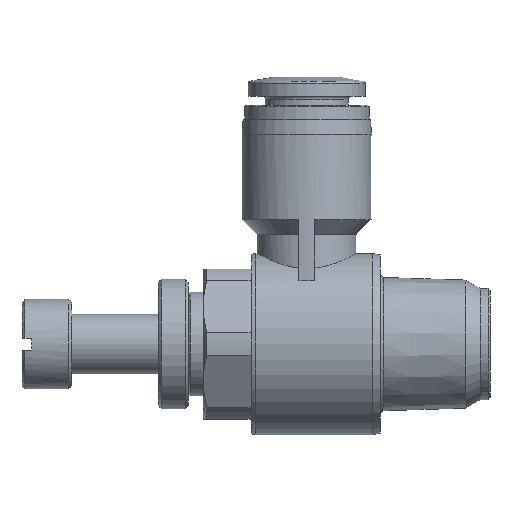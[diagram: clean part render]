
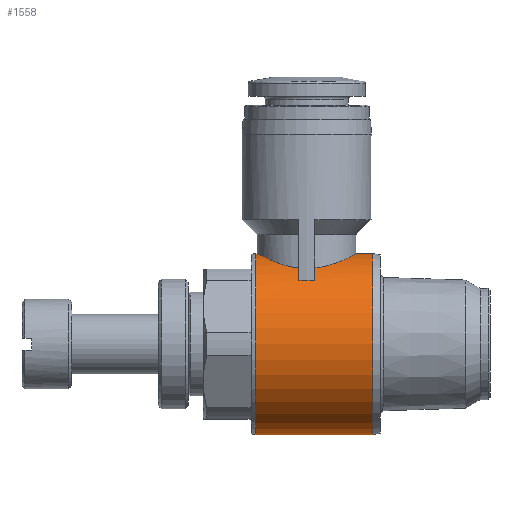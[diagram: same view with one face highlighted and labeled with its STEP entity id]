
A CAD part, left-side view. The second image highlights one B-rep face of the part: STEP entity #1558.
In plain terms, the highlighted cylindrical face has radius 9.1 mm (diameter 18.2 mm), a full revolution.
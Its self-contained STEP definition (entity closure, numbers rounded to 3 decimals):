
#34=CYLINDRICAL_SURFACE('',#1676,9.1);
#63=B_SPLINE_CURVE_WITH_KNOTS('',3,(#2257,#2258,#2259,#2260,#2261,#2262,
#2263,#2264,#2265),.UNSPECIFIED.,.F.,.F.,(4,1,1,1,1,1,4),(0.001,
0.004,0.006,0.008,0.01,
0.012,0.015),.UNSPECIFIED.);
#64=B_SPLINE_CURVE_WITH_KNOTS('',3,(#2271,#2272,#2273,#2274,#2275,#2276,
#2277,#2278,#2279),.UNSPECIFIED.,.F.,.F.,(4,1,1,1,1,1,4),(0.017,
0.02,0.022,0.024,0.026,
0.028,0.031),.UNSPECIFIED.);
#65=B_SPLINE_CURVE_WITH_KNOTS('',3,(#2293,#2294,#2295,#2296),
 .UNSPECIFIED.,.F.,.F.,(4,4),(0.026,0.028),
 .UNSPECIFIED.);
#66=B_SPLINE_CURVE_WITH_KNOTS('',3,(#2304,#2305,#2306,#2307),
 .UNSPECIFIED.,.F.,.F.,(4,4),(0.005,0.007),
 .UNSPECIFIED.);
#293=ORIENTED_EDGE('',*,*,#519,.F.);
#294=ORIENTED_EDGE('',*,*,#520,.T.);
#295=ORIENTED_EDGE('',*,*,#484,.T.);
#296=ORIENTED_EDGE('',*,*,#516,.T.);
#297=ORIENTED_EDGE('',*,*,#497,.T.);
#298=ORIENTED_EDGE('',*,*,#515,.T.);
#299=ORIENTED_EDGE('',*,*,#487,.T.);
#300=ORIENTED_EDGE('',*,*,#518,.T.);
#301=ORIENTED_EDGE('',*,*,#493,.T.);
#302=ORIENTED_EDGE('',*,*,#517,.T.);
#484=EDGE_CURVE('',#605,#603,#63,.T.);
#487=EDGE_CURVE('',#607,#608,#64,.T.);
#493=EDGE_CURVE('',#614,#613,#65,.T.);
#497=EDGE_CURVE('',#618,#617,#66,.T.);
#515=EDGE_CURVE('',#617,#607,#695,.F.);
#516=EDGE_CURVE('',#603,#618,#696,.F.);
#517=EDGE_CURVE('',#613,#605,#697,.F.);
#518=EDGE_CURVE('',#608,#614,#698,.F.);
#519=EDGE_CURVE('',#631,#631,#699,.T.);
#520=EDGE_CURVE('',#632,#632,#700,.T.);
#603=VERTEX_POINT('',#2255);
#605=VERTEX_POINT('',#2266);
#607=VERTEX_POINT('',#2280);
#608=VERTEX_POINT('',#2281);
#613=VERTEX_POINT('',#2292);
#614=VERTEX_POINT('',#2297);
#617=VERTEX_POINT('',#2303);
#618=VERTEX_POINT('',#2308);
#631=VERTEX_POINT('',#2373);
#632=VERTEX_POINT('',#2375);
#695=CIRCLE('',#1669,9.1);
#696=CIRCLE('',#1671,9.1);
#697=CIRCLE('',#1673,9.1);
#698=CIRCLE('',#1675,9.1);
#699=CIRCLE('',#1677,9.1);
#700=CIRCLE('',#1678,9.1);
#783=EDGE_LOOP('',(#293));
#784=EDGE_LOOP('',(#294));
#785=EDGE_LOOP('',(#295,#296,#297,#298,#299,#300,#301,#302));
#900=FACE_BOUND('',#783,.T.);
#901=FACE_BOUND('',#784,.T.);
#902=FACE_BOUND('',#785,.T.);
#1558=ADVANCED_FACE('',(#900,#901,#902),#34,.T.);
#1669=AXIS2_PLACEMENT_3D('',#2364,#1913,#1914);
#1671=AXIS2_PLACEMENT_3D('',#2366,#1917,#1918);
#1673=AXIS2_PLACEMENT_3D('',#2368,#1921,#1922);
#1675=AXIS2_PLACEMENT_3D('',#2370,#1925,#1926);
#1676=AXIS2_PLACEMENT_3D('',#2371,#1927,#1928);
#1677=AXIS2_PLACEMENT_3D('',#2372,#1929,#1930);
#1678=AXIS2_PLACEMENT_3D('',#2374,#1931,#1932);
#1913=DIRECTION('',(0.,1.,0.));
#1914=DIRECTION('',(0.,0.,1.));
#1917=DIRECTION('',(0.,-1.,0.));
#1918=DIRECTION('',(0.,0.,-1.));
#1921=DIRECTION('',(0.,-1.,0.));
#1922=DIRECTION('',(0.,0.,-1.));
#1925=DIRECTION('',(0.,1.,0.));
#1926=DIRECTION('',(0.,0.,1.));
#1927=DIRECTION('',(0.,-1.,0.));
#1928=DIRECTION('',(0.,0.,-1.));
#1929=DIRECTION('',(0.,-1.,0.));
#1930=DIRECTION('',(0.,0.,-1.));
#1931=DIRECTION('',(0.,-1.,0.));
#1932=DIRECTION('',(0.,0.,-1.));
#2255=CARTESIAN_POINT('',(4.936,-27.8,7.645));
#2257=CARTESIAN_POINT('',(-4.936,-27.8,7.645));
#2258=CARTESIAN_POINT('',(-4.745,-26.625,7.768));
#2259=CARTESIAN_POINT('',(-3.829,-25.031,8.357));
#2260=CARTESIAN_POINT('',(-1.807,-23.825,8.974));
#2261=CARTESIAN_POINT('',(-0.008,-23.488,9.163));
#2262=CARTESIAN_POINT('',(1.802,-23.822,8.976));
#2263=CARTESIAN_POINT('',(3.835,-25.036,8.355));
#2264=CARTESIAN_POINT('',(4.745,-26.622,7.768));
#2265=CARTESIAN_POINT('',(4.936,-27.8,7.645));
#2266=CARTESIAN_POINT('',(-4.936,-27.8,7.645));
#2271=CARTESIAN_POINT('',(4.936,-29.4,7.645));
#2272=CARTESIAN_POINT('',(4.744,-30.581,7.769));
#2273=CARTESIAN_POINT('',(3.829,-32.168,8.357));
#2274=CARTESIAN_POINT('',(1.805,-33.376,8.974));
#2275=CARTESIAN_POINT('',(0.006,-33.711,9.162));
#2276=CARTESIAN_POINT('',(-1.8,-33.379,8.976));
#2277=CARTESIAN_POINT('',(-3.836,-32.16,8.354));
#2278=CARTESIAN_POINT('',(-4.742,-30.593,7.77));
#2279=CARTESIAN_POINT('',(-4.936,-29.4,7.645));
#2280=CARTESIAN_POINT('',(4.936,-29.4,7.645));
#2281=CARTESIAN_POINT('',(-4.936,-29.4,7.645));
#2292=CARTESIAN_POINT('',(-6.451,-27.8,6.419));
#2293=CARTESIAN_POINT('',(-6.451,-29.4,6.419));
#2294=CARTESIAN_POINT('',(-6.516,-28.873,6.353));
#2295=CARTESIAN_POINT('',(-6.516,-28.327,6.353));
#2296=CARTESIAN_POINT('',(-6.451,-27.8,6.419));
#2297=CARTESIAN_POINT('',(-6.451,-29.4,6.419));
#2303=CARTESIAN_POINT('',(6.451,-29.4,6.419));
#2304=CARTESIAN_POINT('',(6.451,-27.8,6.419));
#2305=CARTESIAN_POINT('',(6.516,-28.325,6.353));
#2306=CARTESIAN_POINT('',(6.516,-28.875,6.353));
#2307=CARTESIAN_POINT('',(6.451,-29.4,6.419));
#2308=CARTESIAN_POINT('',(6.451,-27.8,6.419));
#2364=CARTESIAN_POINT('',(0.,-29.4,0.));
#2366=CARTESIAN_POINT('',(0.,-27.8,0.));
#2368=CARTESIAN_POINT('',(0.,-27.8,0.));
#2370=CARTESIAN_POINT('',(0.,-29.4,0.));
#2371=CARTESIAN_POINT('',(0.,-47.,0.));
#2372=CARTESIAN_POINT('',(0.,-35.212,0.));
#2373=CARTESIAN_POINT('',(0.,-35.212,-9.1));
#2374=CARTESIAN_POINT('',(0.,-23.492,0.));
#2375=CARTESIAN_POINT('',(0.,-23.492,-9.1));
